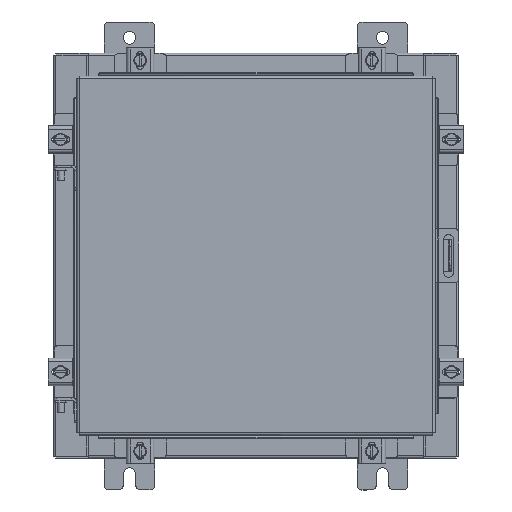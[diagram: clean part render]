
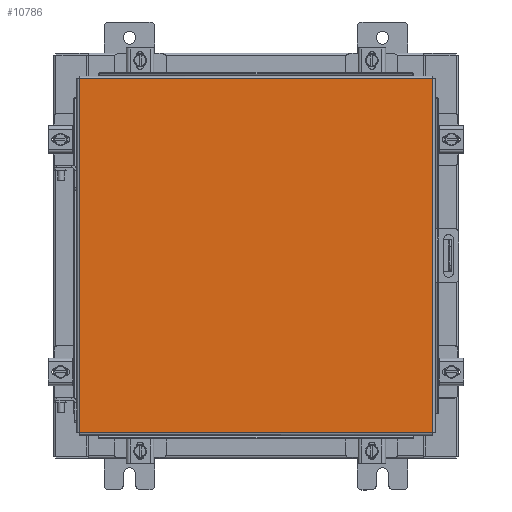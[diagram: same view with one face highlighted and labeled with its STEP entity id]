
A CAD part, top view. The second image highlights one B-rep face of the part: STEP entity #10786.
In plain terms, the highlighted planar face has unit normal (0, 0, 1).
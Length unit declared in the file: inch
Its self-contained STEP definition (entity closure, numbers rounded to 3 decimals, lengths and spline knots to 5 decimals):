
#601 = CARTESIAN_POINT ( 'NONE',  ( -6.9903, -7.0063, 0. ) ) ;
#727 = ORIENTED_EDGE ( 'NONE', *, *, #15502, .T. ) ;
#809 = VERTEX_POINT ( 'NONE', #17181 ) ;
#1636 = LINE ( 'NONE', #12305, #14110 ) ;
#2946 = CARTESIAN_POINT ( 'NONE',  ( 6.9903, -7.0063, 0. ) ) ;
#2997 = EDGE_LOOP ( 'NONE', ( #12022, #13194, #727, #5792 ) ) ;
#4220 = CARTESIAN_POINT ( 'NONE',  ( 6.9903, 7.0063, 0. ) ) ;
#5675 = EDGE_CURVE ( 'NONE', #809, #12655, #15441, .T. ) ;
#5792 = ORIENTED_EDGE ( 'NONE', *, *, #17923, .T. ) ;
#6525 = FACE_OUTER_BOUND ( 'NONE', #2997, .T. ) ;
#7343 = LINE ( 'NONE', #12173, #11337 ) ;
#8610 = LINE ( 'NONE', #4220, #20075 ) ;
#9008 = DIRECTION ( 'NONE',  ( -1., 0., 0. ) ) ;
#9216 = EDGE_CURVE ( 'NONE', #12655, #12881, #7343, .T. ) ;
#9334 = DIRECTION ( 'NONE',  ( -1., 0., 0. ) ) ;
#10270 = CARTESIAN_POINT ( 'NONE',  ( 6.9903, 7.0063, 0. ) ) ;
#10733 = DIRECTION ( 'NONE',  ( 1., 0., 0. ) ) ;
#10786 = ADVANCED_FACE ( 'NONE', ( #6525 ), #15777, .F. ) ;
#11082 = VERTEX_POINT ( 'NONE', #16285 ) ;
#11337 = VECTOR ( 'NONE', #13879, 39.37008 ) ;
#12022 = ORIENTED_EDGE ( 'NONE', *, *, #5675, .T. ) ;
#12173 = CARTESIAN_POINT ( 'NONE',  ( 6.9903, -7.0063, 0. ) ) ;
#12305 = CARTESIAN_POINT ( 'NONE',  ( -6.9903, 7.0063, 0. ) ) ;
#12655 = VERTEX_POINT ( 'NONE', #2946 ) ;
#12881 = VERTEX_POINT ( 'NONE', #10270 ) ;
#13194 = ORIENTED_EDGE ( 'NONE', *, *, #9216, .T. ) ;
#13879 = DIRECTION ( 'NONE',  ( 0., 1., 0. ) ) ;
#14037 = DIRECTION ( 'NONE',  ( 0., -1., 0. ) ) ;
#14110 = VECTOR ( 'NONE', #14037, 39.37008 ) ;
#15441 = LINE ( 'NONE', #601, #19970 ) ;
#15502 = EDGE_CURVE ( 'NONE', #12881, #11082, #8610, .T. ) ;
#15777 = PLANE ( 'NONE',  #16829 ) ;
#16285 = CARTESIAN_POINT ( 'NONE',  ( -6.9903, 7.0063, 0. ) ) ;
#16829 = AXIS2_PLACEMENT_3D ( 'NONE', #17494, #19203, #9008 ) ;
#17181 = CARTESIAN_POINT ( 'NONE',  ( -6.9903, -7.0063, 0. ) ) ;
#17494 = CARTESIAN_POINT ( 'NONE',  ( 0., 0., 0. ) ) ;
#17923 = EDGE_CURVE ( 'NONE', #11082, #809, #1636, .T. ) ;
#19203 = DIRECTION ( 'NONE',  ( 0., 0., -1. ) ) ;
#19970 = VECTOR ( 'NONE', #10733, 39.37008 ) ;
#20075 = VECTOR ( 'NONE', #9334, 39.37008 ) ;
